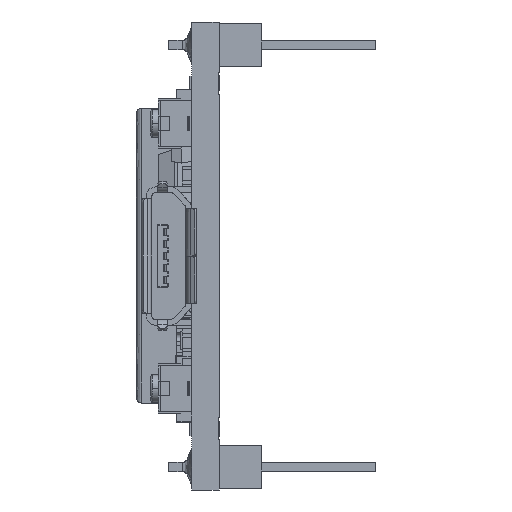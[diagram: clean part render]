
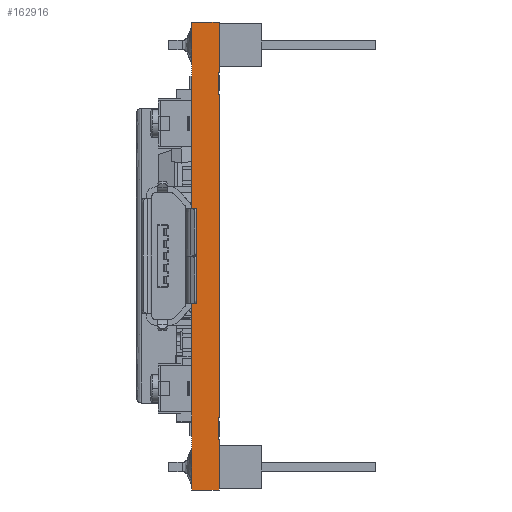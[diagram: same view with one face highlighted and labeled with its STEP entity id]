
A CAD part, left-side view. The second image highlights one B-rep face of the part: STEP entity #162916.
In plain terms, the highlighted free-form (B-spline) face has degree [1, 1] with [2, 2] control points.
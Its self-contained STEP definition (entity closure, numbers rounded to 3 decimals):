
#154942 = VERTEX_POINT('',#154943);
#154943 = CARTESIAN_POINT('',(-22.639,0.002,
    -13.716));
#154948 = EDGE_CURVE('',#154942,#154949,#154951,.T.);
#154949 = VERTEX_POINT('',#154950);
#154950 = CARTESIAN_POINT('',(-22.639,0.002,
    14.21));
#154951 = B_SPLINE_CURVE_WITH_KNOTS('',1,(#154952,#154953),
  .UNSPECIFIED.,.F.,.F.,(2,2),(-12.7,12.7),.PIECEWISE_BEZIER_KNOTS.);
#154952 = CARTESIAN_POINT('',(-22.639,0.002,
    -13.716));
#154953 = CARTESIAN_POINT('',(-22.639,0.002,
    14.21));
#161743 = VERTEX_POINT('',#161744);
#161744 = CARTESIAN_POINT('',(-22.639,-1.647,
    -9.374));
#161759 = VERTEX_POINT('',#161760);
#161760 = CARTESIAN_POINT('',(-22.639,-1.647,
    9.867));
#161765 = EDGE_CURVE('',#161743,#161759,#161766,.T.);
#161766 = B_SPLINE_CURVE_WITH_KNOTS('',1,(#161767,#161768),
  .UNSPECIFIED.,.F.,.F.,(2,2),(-8.75,8.75),
  .PIECEWISE_BEZIER_KNOTS.);
#161767 = CARTESIAN_POINT('',(-22.639,-1.647,
    -9.374));
#161768 = CARTESIAN_POINT('',(-22.639,-1.647,
    9.867));
#162819 = VERTEX_POINT('',#162820);
#162820 = CARTESIAN_POINT('',(-22.639,-1.647,
    -10.693));
#162825 = EDGE_CURVE('',#162826,#162819,#162828,.T.);
#162826 = VERTEX_POINT('',#162827);
#162827 = CARTESIAN_POINT('',(-22.639,-1.647,
    -13.716));
#162828 = B_SPLINE_CURVE_WITH_KNOTS('',1,(#162829,#162830),
  .UNSPECIFIED.,.F.,.F.,(2,2),(-12.7,-9.95),
  .PIECEWISE_BEZIER_KNOTS.);
#162829 = CARTESIAN_POINT('',(-22.639,-1.647,
    -13.716));
#162830 = CARTESIAN_POINT('',(-22.639,-1.647,
    -10.693));
#162916 = ADVANCED_FACE('',(#162917),#162979,.T.);
#162917 = FACE_BOUND('',#162918,.T.);
#162918 = EDGE_LOOP('',(#162919,#162928,#162933,#162934,#162941,#162948,
    #162955,#162962,#162967,#162968,#162973,#162974));
#162919 = ORIENTED_EDGE('',*,*,#162920,.T.);
#162920 = EDGE_CURVE('',#162921,#162923,#162925,.T.);
#162921 = VERTEX_POINT('',#162922);
#162922 = CARTESIAN_POINT('',(-22.639,-1.636,
    -10.693));
#162923 = VERTEX_POINT('',#162924);
#162924 = CARTESIAN_POINT('',(-22.639,-1.636,
    -9.374));
#162925 = B_SPLINE_CURVE_WITH_KNOTS('',1,(#162926,#162927),
  .UNSPECIFIED.,.F.,.F.,(2,2),(0.,1.2),.PIECEWISE_BEZIER_KNOTS.);
#162926 = CARTESIAN_POINT('',(-22.639,-1.636,
    -10.693));
#162927 = CARTESIAN_POINT('',(-22.639,-1.636,
    -9.374));
#162928 = ORIENTED_EDGE('',*,*,#162929,.T.);
#162929 = EDGE_CURVE('',#162923,#161743,#162930,.T.);
#162930 = B_SPLINE_CURVE_WITH_KNOTS('',1,(#162931,#162932),
  .UNSPECIFIED.,.F.,.F.,(2,2),(0.,0.01),.PIECEWISE_BEZIER_KNOTS.);
#162931 = CARTESIAN_POINT('',(-22.639,-1.636,
    -9.374));
#162932 = CARTESIAN_POINT('',(-22.639,-1.647,
    -9.374));
#162933 = ORIENTED_EDGE('',*,*,#161765,.T.);
#162934 = ORIENTED_EDGE('',*,*,#162935,.F.);
#162935 = EDGE_CURVE('',#162936,#161759,#162938,.T.);
#162936 = VERTEX_POINT('',#162937);
#162937 = CARTESIAN_POINT('',(-22.639,-1.636,
    9.867));
#162938 = B_SPLINE_CURVE_WITH_KNOTS('',1,(#162939,#162940),
  .UNSPECIFIED.,.F.,.F.,(2,2),(0.,0.01),.PIECEWISE_BEZIER_KNOTS.);
#162939 = CARTESIAN_POINT('',(-22.639,-1.636,
    9.867));
#162940 = CARTESIAN_POINT('',(-22.639,-1.647,
    9.867));
#162941 = ORIENTED_EDGE('',*,*,#162942,.F.);
#162942 = EDGE_CURVE('',#162943,#162936,#162945,.T.);
#162943 = VERTEX_POINT('',#162944);
#162944 = CARTESIAN_POINT('',(-22.639,-1.636,
    11.187));
#162945 = B_SPLINE_CURVE_WITH_KNOTS('',1,(#162946,#162947),
  .UNSPECIFIED.,.F.,.F.,(2,2),(0.,1.2),.PIECEWISE_BEZIER_KNOTS.);
#162946 = CARTESIAN_POINT('',(-22.639,-1.636,
    11.187));
#162947 = CARTESIAN_POINT('',(-22.639,-1.636,
    9.867));
#162948 = ORIENTED_EDGE('',*,*,#162949,.T.);
#162949 = EDGE_CURVE('',#162943,#162950,#162952,.T.);
#162950 = VERTEX_POINT('',#162951);
#162951 = CARTESIAN_POINT('',(-22.639,-1.647,
    11.187));
#162952 = B_SPLINE_CURVE_WITH_KNOTS('',1,(#162953,#162954),
  .UNSPECIFIED.,.F.,.F.,(2,2),(0.,0.01),.PIECEWISE_BEZIER_KNOTS.);
#162953 = CARTESIAN_POINT('',(-22.639,-1.636,
    11.187));
#162954 = CARTESIAN_POINT('',(-22.639,-1.647,
    11.187));
#162955 = ORIENTED_EDGE('',*,*,#162956,.T.);
#162956 = EDGE_CURVE('',#162950,#162957,#162959,.T.);
#162957 = VERTEX_POINT('',#162958);
#162958 = CARTESIAN_POINT('',(-22.639,-1.647,
    14.21));
#162959 = B_SPLINE_CURVE_WITH_KNOTS('',1,(#162960,#162961),
  .UNSPECIFIED.,.F.,.F.,(2,2),(9.95,12.7),
  .PIECEWISE_BEZIER_KNOTS.);
#162960 = CARTESIAN_POINT('',(-22.639,-1.647,
    11.187));
#162961 = CARTESIAN_POINT('',(-22.639,-1.647,
    14.21));
#162962 = ORIENTED_EDGE('',*,*,#162963,.T.);
#162963 = EDGE_CURVE('',#162957,#154949,#162964,.T.);
#162964 = B_SPLINE_CURVE_WITH_KNOTS('',1,(#162965,#162966),
  .UNSPECIFIED.,.F.,.F.,(2,2),(0.,1.5),.PIECEWISE_BEZIER_KNOTS.);
#162965 = CARTESIAN_POINT('',(-22.639,-1.647,
    14.21));
#162966 = CARTESIAN_POINT('',(-22.639,0.002,
    14.21));
#162967 = ORIENTED_EDGE('',*,*,#154948,.F.);
#162968 = ORIENTED_EDGE('',*,*,#162969,.F.);
#162969 = EDGE_CURVE('',#162826,#154942,#162970,.T.);
#162970 = B_SPLINE_CURVE_WITH_KNOTS('',1,(#162971,#162972),
  .UNSPECIFIED.,.F.,.F.,(2,2),(0.,1.5),.PIECEWISE_BEZIER_KNOTS.);
#162971 = CARTESIAN_POINT('',(-22.639,-1.647,
    -13.716));
#162972 = CARTESIAN_POINT('',(-22.639,0.002,
    -13.716));
#162973 = ORIENTED_EDGE('',*,*,#162825,.T.);
#162974 = ORIENTED_EDGE('',*,*,#162975,.F.);
#162975 = EDGE_CURVE('',#162921,#162819,#162976,.T.);
#162976 = B_SPLINE_CURVE_WITH_KNOTS('',1,(#162977,#162978),
  .UNSPECIFIED.,.F.,.F.,(2,2),(0.,0.01),.PIECEWISE_BEZIER_KNOTS.);
#162977 = CARTESIAN_POINT('',(-22.639,-1.636,
    -10.693));
#162978 = CARTESIAN_POINT('',(-22.639,-1.647,
    -10.693));
#162979 = B_SPLINE_SURFACE_WITH_KNOTS('',1,1,(
    (#162980,#162981)
    ,(#162982,#162983
    )),.UNSPECIFIED.,.F.,.F.,.F.,(2,2),(2,2),(-12.7,12.7),(0.,1.5),
  .PIECEWISE_BEZIER_KNOTS.);
#162980 = CARTESIAN_POINT('',(-22.639,-1.647,
    -13.716));
#162981 = CARTESIAN_POINT('',(-22.639,0.002,
    -13.716));
#162982 = CARTESIAN_POINT('',(-22.639,-1.647,
    14.21));
#162983 = CARTESIAN_POINT('',(-22.639,0.002,
    14.21));
